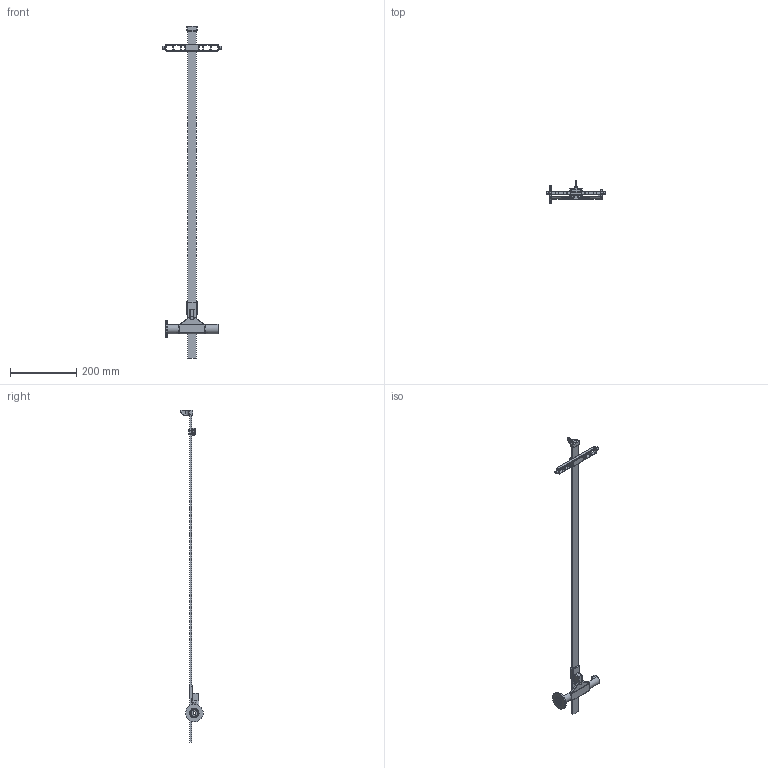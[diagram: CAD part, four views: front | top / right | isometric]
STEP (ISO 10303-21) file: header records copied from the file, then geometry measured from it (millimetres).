
FILE_DESCRIPTION (( 'STEP AP214' ), '1' );
FILE_NAME ('rough assembly.STEP', '2015-08-11T20:29:32', ( '' ), ( '' ), 'SwSTEP 2.0', 'SolidWorks 2014', '' );
FILE_SCHEMA (( 'AUTOMOTIVE_DESIGN' ));
Length unit declared in the file: millimetre
Products named in the file (8): rear axle joiner; rear axle; rough assembly; rev3 front axle; front wheel prototype; pivot rail; launch hook; ideal ruler
Assembly tree (7 placements, depth 2):
  rough assembly
    rear axle
    rear axle joiner
    ideal ruler
    launch hook
    pivot rail
    front wheel prototype
    rev3 front axle
Bounding box: 179.7 x 67.14 x 1000 mm (x, y, z)
Volume: 239668.2 mm3; surface area: 111202.6 mm2
Topology: 7 solids, 7 shells, 328 faces, 826 edges, 495 vertices
Faces by surface type: cylinder 134, plane 124, bspline 31, torus 28, sphere 11
Entity records: 11744 total; most frequent: CARTESIAN_POINT 3759, ORIENTED_EDGE 1618, DIRECTION 1607, EDGE_CURVE 809, AXIS2_PLACEMENT_3D 599, VERTEX_POINT 495, VECTOR 409, LINE 409
